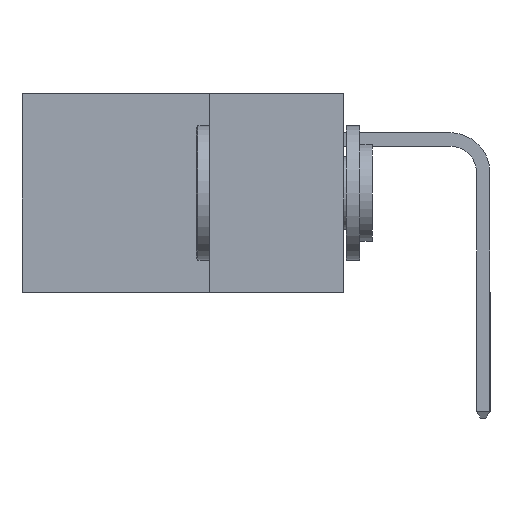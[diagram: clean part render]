
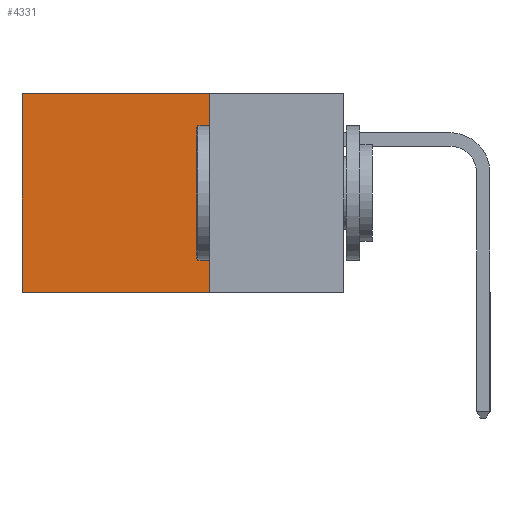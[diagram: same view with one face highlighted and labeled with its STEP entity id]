
A CAD part, left-side view. The second image highlights one B-rep face of the part: STEP entity #4331.
In plain terms, the highlighted planar face has unit normal (-1, 0, 0).
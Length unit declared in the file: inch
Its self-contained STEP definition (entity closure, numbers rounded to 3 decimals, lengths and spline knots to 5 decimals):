
#6 = EDGE_CURVE ( 'NONE', #8862, #5908, #7910, .T. ) ;
#14 = DIRECTION ( 'NONE',  ( 0., 0., -1. ) ) ;
#39 = VECTOR ( 'NONE', #14, 39.37008 ) ;
#55 = VERTEX_POINT ( 'NONE', #1845 ) ;
#818 = EDGE_CURVE ( 'NONE', #55, #3779, #8219, .T. ) ;
#1332 = CARTESIAN_POINT ( 'NONE',  ( 0.298, 0.25, 0. ) ) ;
#1474 = ORIENTED_EDGE ( 'NONE', *, *, #6, .T. ) ;
#1845 = CARTESIAN_POINT ( 'NONE',  ( 0.298, 0.25, -0.37 ) ) ;
#1886 = EDGE_LOOP ( 'NONE', ( #3042, #7693, #6425, #1474 ) ) ;
#2083 = CARTESIAN_POINT ( 'NONE',  ( 0.298, 0.6, -0.37 ) ) ;
#3042 = ORIENTED_EDGE ( 'NONE', *, *, #10005, .T. ) ;
#3196 = DIRECTION ( 'NONE',  ( 0., 1., 0. ) ) ;
#3244 = DIRECTION ( 'NONE',  ( 0., 1., 0. ) ) ;
#3274 = FACE_OUTER_BOUND ( 'NONE', #1886, .T. ) ;
#3779 = VERTEX_POINT ( 'NONE', #2083 ) ;
#4043 = VECTOR ( 'NONE', #3244, 39.37008 ) ;
#4331 = ADVANCED_FACE ( 'NONE', ( #3274 ), #7043, .F. ) ;
#4383 = LINE ( 'NONE', #5121, #8265 ) ;
#5103 = CARTESIAN_POINT ( 'NONE',  ( 0.298, 0.25, -0.37 ) ) ;
#5121 = CARTESIAN_POINT ( 'NONE',  ( 0.298, 0.6, 0. ) ) ;
#5745 = CARTESIAN_POINT ( 'NONE',  ( 0.298, 0.6, 0. ) ) ;
#5866 = VECTOR ( 'NONE', #3196, 39.37008 ) ;
#5908 = VERTEX_POINT ( 'NONE', #5745 ) ;
#5924 = DIRECTION ( 'NONE',  ( 0., 0., -1. ) ) ;
#6120 = CARTESIAN_POINT ( 'NONE',  ( 0.298, 0.25, 0. ) ) ;
#6333 = CARTESIAN_POINT ( 'NONE',  ( 0.298, 0.25, 0. ) ) ;
#6425 = ORIENTED_EDGE ( 'NONE', *, *, #8246, .F. ) ;
#7043 = PLANE ( 'NONE',  #9797 ) ;
#7693 = ORIENTED_EDGE ( 'NONE', *, *, #818, .F. ) ;
#7702 = DIRECTION ( 'NONE',  ( 0., 0., -1. ) ) ;
#7910 = LINE ( 'NONE', #1332, #5866 ) ;
#8219 = LINE ( 'NONE', #5103, #4043 ) ;
#8246 = EDGE_CURVE ( 'NONE', #8862, #55, #8632, .T. ) ;
#8265 = VECTOR ( 'NONE', #5924, 39.37008 ) ;
#8402 = CARTESIAN_POINT ( 'NONE',  ( 0.298, 0.25, 0. ) ) ;
#8632 = LINE ( 'NONE', #8402, #39 ) ;
#8862 = VERTEX_POINT ( 'NONE', #6333 ) ;
#9797 = AXIS2_PLACEMENT_3D ( 'NONE', #6120, #9845, #7702 ) ;
#9845 = DIRECTION ( 'NONE',  ( 1., 0., 0. ) ) ;
#10005 = EDGE_CURVE ( 'NONE', #5908, #3779, #4383, .T. ) ;
